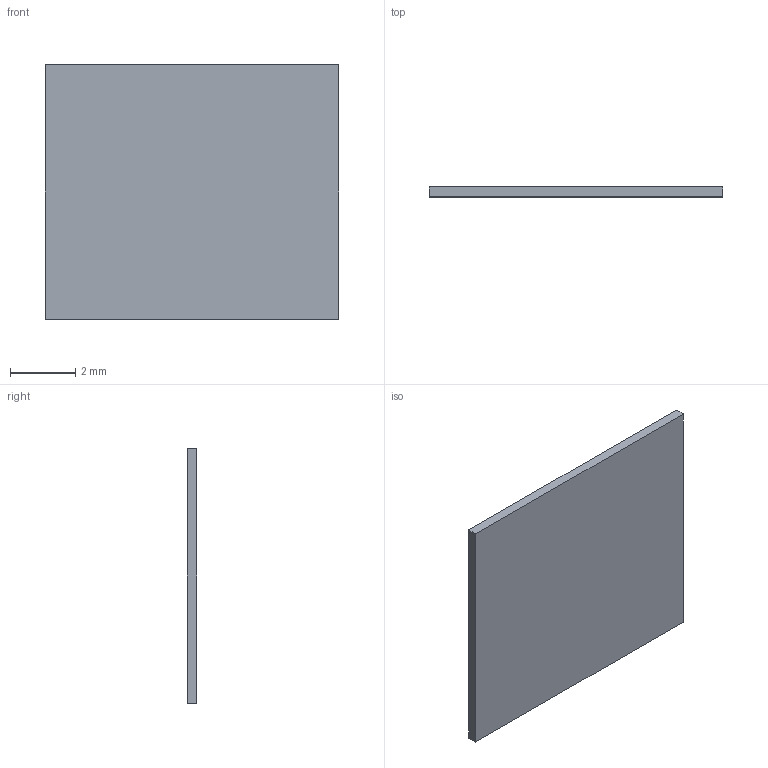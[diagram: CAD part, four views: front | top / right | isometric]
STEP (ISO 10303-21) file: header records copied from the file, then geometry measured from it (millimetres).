
FILE_DESCRIPTION((''),'2;1');
FILE_NAME('4220543620_STIFFENER_9X7_8MM','2017-08-18T',('TOOlil'),(''),'CREO PARAMETRIC BY PTC INC, 2016260','CREO PARAMETRIC BY PTC INC, 2016260','');
FILE_SCHEMA(('CONFIG_CONTROL_DESIGN','GEOMETRIC_VALIDATION_PROPERTIES_MIM'));
Length unit declared in the file: millimetre
Products named in the file (1): 4220543620_STIFFENER_9X7_8MM
Bounding box: 9 x 0.3 x 7.8 mm (x, y, z)
Volume: 21.1 mm3; surface area: 150.5 mm2
Topology: 1 solids, 1 shells, 6 faces, 12 edges, 8 vertices
Faces by surface type: plane 6
Entity records: 328 total; most frequent: COLOUR_RGB 49, CARTESIAN_POINT 28, DIRECTION 24, ORIENTED_EDGE 24, PRESENTATION_STYLE_ASSIGNMENT 13, STYLED_ITEM 13, VECTOR 12, LINE 12
